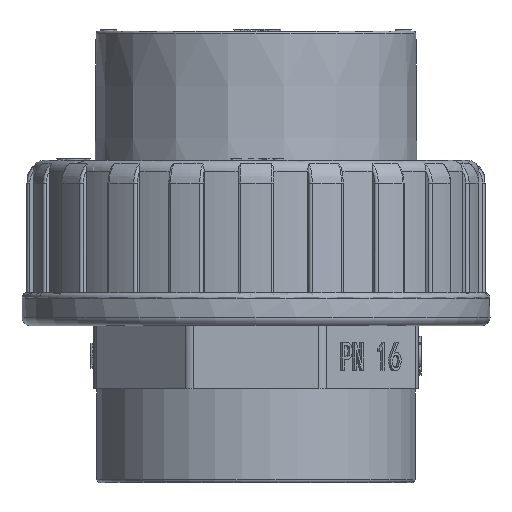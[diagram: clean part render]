
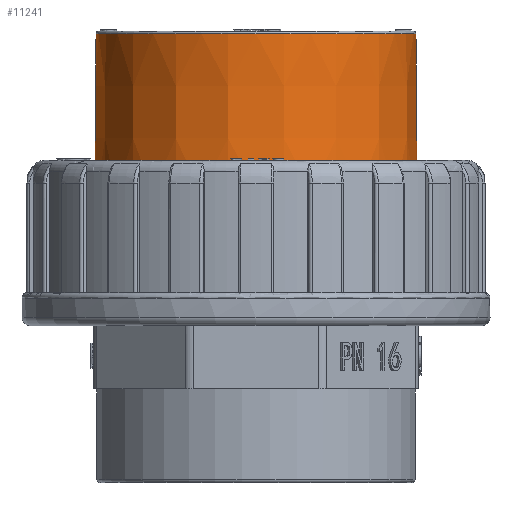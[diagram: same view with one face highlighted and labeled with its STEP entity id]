
A CAD part, front view. The second image highlights one B-rep face of the part: STEP entity #11241.
In plain terms, the highlighted conical face has half-angle 0.395 degrees and reference radius 29.05 mm.
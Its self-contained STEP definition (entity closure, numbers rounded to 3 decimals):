
#1942=CONICAL_SURFACE('',#35865,29.05,0.395);
#11241=ADVANCED_FACE('',(#14607,#14608),#1942,.T.);
#14607=FACE_BOUND('',#14813,.T.);
#14608=FACE_BOUND('',#14814,.T.);
#14813=EDGE_LOOP('',(#17281));
#14814=EDGE_LOOP('',(#17282));
#17281=ORIENTED_EDGE('',*,*,#30941,.T.);
#17282=ORIENTED_EDGE('',*,*,#30942,.T.);
#27513=VERTEX_POINT('',#47129);
#27514=VERTEX_POINT('',#47131);
#30941=EDGE_CURVE('',#27513,#27513,#35537,.T.);
#30942=EDGE_CURVE('',#27514,#27514,#35538,.T.);
#35537=CIRCLE('',#35863,29.053);
#35538=CIRCLE('',#35864,29.25);
#35863=AXIS2_PLACEMENT_3D('',#47128,#38392,#38393);
#35864=AXIS2_PLACEMENT_3D('',#47130,#38394,#38395);
#35865=AXIS2_PLACEMENT_3D('',#47132,#38396,#38397);
#38392=DIRECTION('',(0.,0.,-1.));
#38393=DIRECTION('',(1.,0.,0.));
#38394=DIRECTION('',(0.,0.,1.));
#38395=DIRECTION('',(1.,0.,0.));
#38396=DIRECTION('',(0.,0.,-1.));
#38397=DIRECTION('',(1.,0.,0.));
#47128=CARTESIAN_POINT('',(-120.,0.,53.003));
#47129=CARTESIAN_POINT('',(-90.947,0.,53.003));
#47130=CARTESIAN_POINT('',(-120.,0.,24.5));
#47131=CARTESIAN_POINT('',(-90.75,0.,24.5));
#47132=CARTESIAN_POINT('',(-120.,0.,53.5));
